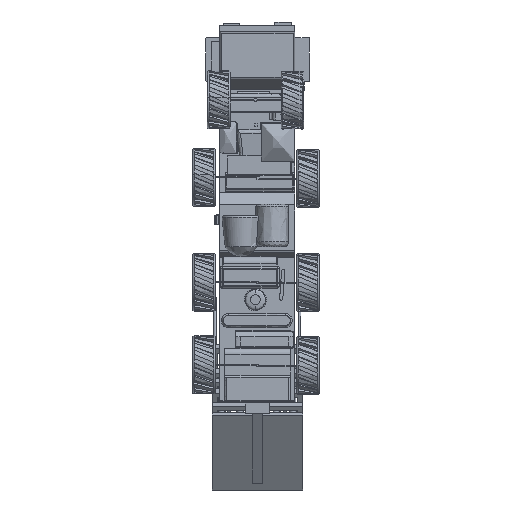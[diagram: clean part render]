
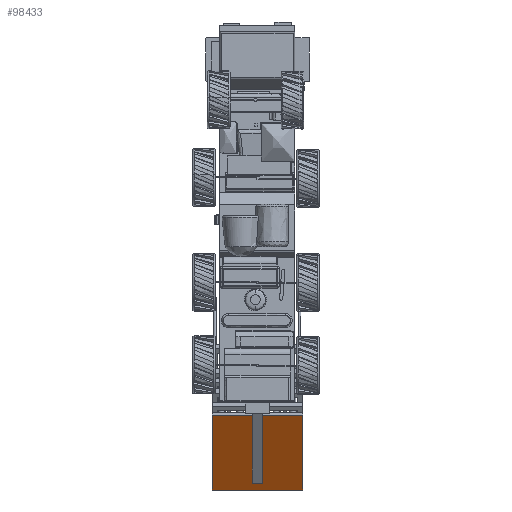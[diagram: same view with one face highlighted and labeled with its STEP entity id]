
A CAD part, front view. The second image highlights one B-rep face of the part: STEP entity #98433.
In plain terms, the highlighted free-form (B-spline) face has degree [1, 1] with [2, 2] control points.
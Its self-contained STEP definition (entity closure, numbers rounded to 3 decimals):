
#95393 = VERTEX_POINT('',#95394);
#95394 = CARTESIAN_POINT('',(27.932,229.182,
    -919.757));
#95399 = EDGE_CURVE('',#95393,#95400,#95402,.T.);
#95400 = VERTEX_POINT('',#95401);
#95401 = CARTESIAN_POINT('',(35.235,229.182,
    -919.757));
#95402 = ( BOUNDED_CURVE() B_SPLINE_CURVE(2,(#95403,#95404,#95405,#95406
,#95407),.UNSPECIFIED.,.F.,.F.) B_SPLINE_CURVE_WITH_KNOTS((3,2,3),(0.,
1.571,3.142),.PIECEWISE_BEZIER_KNOTS.) CURVE() 
GEOMETRIC_REPRESENTATION_ITEM() RATIONAL_B_SPLINE_CURVE((1.,
0.707,1.,0.707,1.)) REPRESENTATION_ITEM('') );
#95403 = CARTESIAN_POINT('',(27.932,229.182,
    -919.757));
#95404 = CARTESIAN_POINT('',(27.932,231.229,
    -922.781));
#95405 = CARTESIAN_POINT('',(31.584,231.229,
    -922.781));
#95406 = CARTESIAN_POINT('',(35.235,231.229,
    -922.781));
#95407 = CARTESIAN_POINT('',(35.235,229.182,
    -919.757));
#98295 = EDGE_CURVE('',#95400,#95393,#98296,.T.);
#98296 = ( BOUNDED_CURVE() B_SPLINE_CURVE(2,(#98297,#98298,#98299,#98300
,#98301),.UNSPECIFIED.,.F.,.F.) B_SPLINE_CURVE_WITH_KNOTS((3,2,3),(
    3.142,4.712,6.283),
.PIECEWISE_BEZIER_KNOTS.) CURVE() GEOMETRIC_REPRESENTATION_ITEM() 
RATIONAL_B_SPLINE_CURVE((1.,0.707,1.,0.707,1.)) 
REPRESENTATION_ITEM('') );
#98297 = CARTESIAN_POINT('',(35.235,229.182,
    -919.757));
#98298 = CARTESIAN_POINT('',(35.235,227.136,
    -916.732));
#98299 = CARTESIAN_POINT('',(31.584,227.136,
    -916.732));
#98300 = CARTESIAN_POINT('',(27.932,227.136,
    -916.732));
#98301 = CARTESIAN_POINT('',(27.932,229.182,
    -919.757));
#98433 = ADVANCED_FACE('',(#98434,#98438),#98468,.T.);
#98434 = FACE_BOUND('',#98435,.T.);
#98435 = EDGE_LOOP('',(#98436,#98437));
#98436 = ORIENTED_EDGE('',*,*,#98295,.F.);
#98437 = ORIENTED_EDGE('',*,*,#95399,.F.);
#98438 = FACE_BOUND('',#98439,.T.);
#98439 = EDGE_LOOP('',(#98440,#98449,#98456,#98463));
#98440 = ORIENTED_EDGE('',*,*,#98441,.F.);
#98441 = EDGE_CURVE('',#98442,#98444,#98446,.T.);
#98442 = VERTEX_POINT('',#98443);
#98443 = CARTESIAN_POINT('',(-99.862,155.524,
    -810.888));
#98444 = VERTEX_POINT('',#98445);
#98445 = CARTESIAN_POINT('',(163.029,155.524,
    -810.888));
#98446 = B_SPLINE_CURVE_WITH_KNOTS('',1,(#98447,#98448),.UNSPECIFIED.,
  .F.,.F.,(2,2),(-180.,0.),.PIECEWISE_BEZIER_KNOTS.);
#98447 = CARTESIAN_POINT('',(-99.862,155.524,
    -810.888));
#98448 = CARTESIAN_POINT('',(163.029,155.524,
    -810.888));
#98449 = ORIENTED_EDGE('',*,*,#98450,.F.);
#98450 = EDGE_CURVE('',#98451,#98442,#98453,.T.);
#98451 = VERTEX_POINT('',#98452);
#98452 = CARTESIAN_POINT('',(-99.862,302.841,
    -1028.625));
#98453 = B_SPLINE_CURVE_WITH_KNOTS('',1,(#98454,#98455),.UNSPECIFIED.,
  .F.,.F.,(2,2),(-180.,-0.),.PIECEWISE_BEZIER_KNOTS.);
#98454 = CARTESIAN_POINT('',(-99.862,302.841,
    -1028.625));
#98455 = CARTESIAN_POINT('',(-99.862,155.524,
    -810.888));
#98456 = ORIENTED_EDGE('',*,*,#98457,.F.);
#98457 = EDGE_CURVE('',#98458,#98451,#98460,.T.);
#98458 = VERTEX_POINT('',#98459);
#98459 = CARTESIAN_POINT('',(163.029,302.841,
    -1028.625));
#98460 = B_SPLINE_CURVE_WITH_KNOTS('',1,(#98461,#98462),.UNSPECIFIED.,
  .F.,.F.,(2,2),(0.,180.),.PIECEWISE_BEZIER_KNOTS.);
#98461 = CARTESIAN_POINT('',(163.029,302.841,
    -1028.625));
#98462 = CARTESIAN_POINT('',(-99.862,302.841,
    -1028.625));
#98463 = ORIENTED_EDGE('',*,*,#98464,.F.);
#98464 = EDGE_CURVE('',#98444,#98458,#98465,.T.);
#98465 = B_SPLINE_CURVE_WITH_KNOTS('',1,(#98466,#98467),.UNSPECIFIED.,
  .F.,.F.,(2,2),(0.,180.),.PIECEWISE_BEZIER_KNOTS.);
#98466 = CARTESIAN_POINT('',(163.029,155.524,
    -810.888));
#98467 = CARTESIAN_POINT('',(163.029,302.841,
    -1028.625));
#98468 = B_SPLINE_SURFACE_WITH_KNOTS('',1,1,(
    (#98469,#98470)
    ,(#98471,#98472
    )),.UNSPECIFIED.,.F.,.F.,.F.,(2,2),(2,2),(-90.,90.),(-90.,90.),
  .PIECEWISE_BEZIER_KNOTS.);
#98469 = CARTESIAN_POINT('',(163.029,155.524,
    -810.888));
#98470 = CARTESIAN_POINT('',(163.029,302.841,
    -1028.625));
#98471 = CARTESIAN_POINT('',(-99.862,155.524,
    -810.888));
#98472 = CARTESIAN_POINT('',(-99.862,302.841,
    -1028.625));
